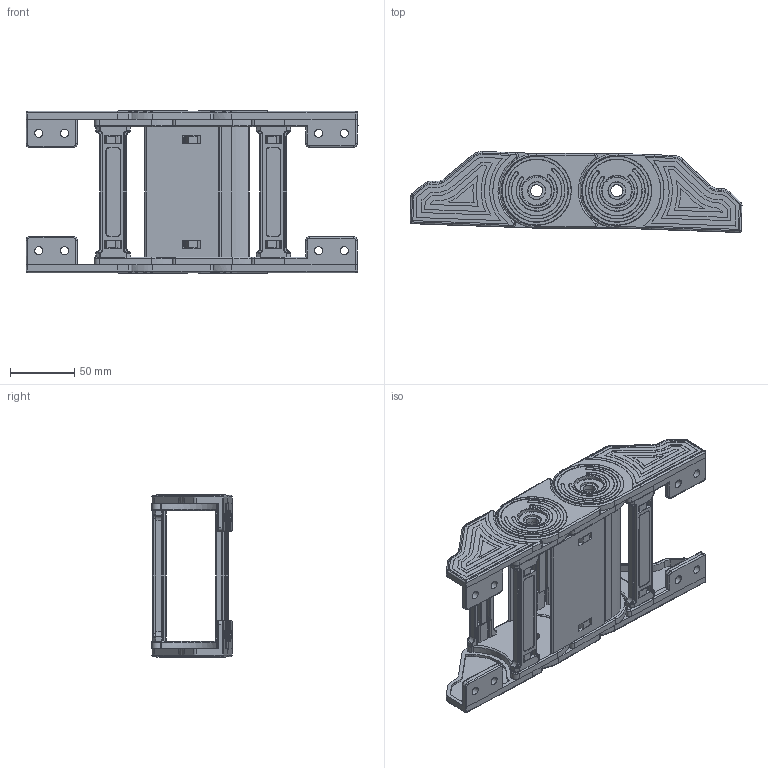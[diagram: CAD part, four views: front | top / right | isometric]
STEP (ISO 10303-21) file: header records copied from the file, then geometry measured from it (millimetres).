
FILE_DESCRIPTION (( 'STEP AP214' ), '1' );
FILE_NAME ('CK42-K100-ESKÝ AYAK.STEP', '2019-09-18T12:22:00', ( '' ), ( '' ), 'SwSTEP 2.0', 'SolidWorks 2017', '' );
FILE_SCHEMA (( 'AUTOMOTIVE_DESIGN' ));
Length unit declared in the file: millimetre
Products named in the file (1): CK42-K100-ESKÝ AYAK
Bounding box: 258.63 x 62.95 x 126.3 mm (x, y, z)
Volume: 316302.2 mm3; surface area: 187926 mm2
Topology: 12 solids, 12 shells, 2452 faces, 6338 edges, 3956 vertices
Faces by surface type: plane 1078, cylinder 932, bspline 292, torus 100, sphere 50
Entity records: 103325 total; most frequent: CARTESIAN_POINT 46621, ORIENTED_EDGE 12544, DIRECTION 10614, EDGE_CURVE 6272, VERTEX_POINT 3956, VECTOR 3664, LINE 3664, AXIS2_PLACEMENT_3D 3475
